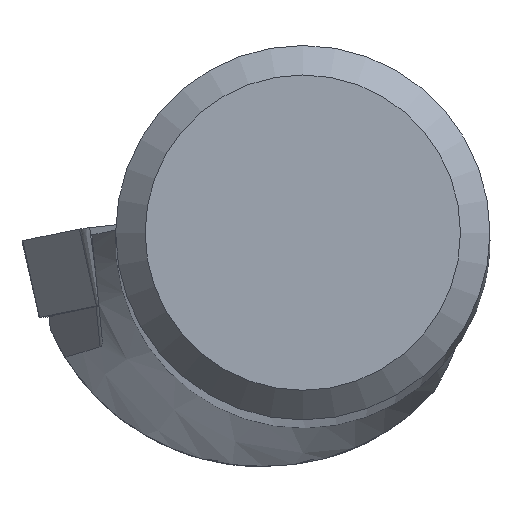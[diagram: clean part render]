
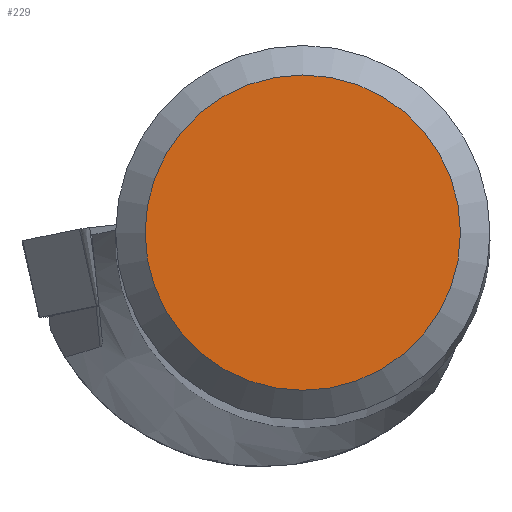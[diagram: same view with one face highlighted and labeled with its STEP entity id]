
A CAD part, top view. The second image highlights one B-rep face of the part: STEP entity #229.
In plain terms, the highlighted planar face has unit normal (0, 0, 1).
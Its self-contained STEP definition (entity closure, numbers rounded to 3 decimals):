
#174=FACE_OUTER_BOUND('',#450,.T.);
#229=ADVANCED_FACE('',(#174),#269,.T.);
#269=PLANE('',#1228);
#450=EDGE_LOOP('',(#647));
#647=ORIENTED_EDGE('',*,*,#976,.T.);
#854=VERTEX_POINT('',#2047);
#976=EDGE_CURVE('',#854,#854,#1043,.T.);
#1043=CIRCLE('',#1227,8.016);
#1227=AXIS2_PLACEMENT_3D('',#2046,#1488,#1489);
#1228=AXIS2_PLACEMENT_3D('',#2048,#1490,#1491);
#1488=DIRECTION('',(0.,0.,1.));
#1489=DIRECTION('',(1.,0.,0.));
#1490=DIRECTION('',(0.,0.,1.));
#1491=DIRECTION('',(1.,0.,0.));
#2046=CARTESIAN_POINT('',(0.,0.,0.));
#2047=CARTESIAN_POINT('',(8.016,0.,0.));
#2048=CARTESIAN_POINT('',(0.,0.,
0.));
